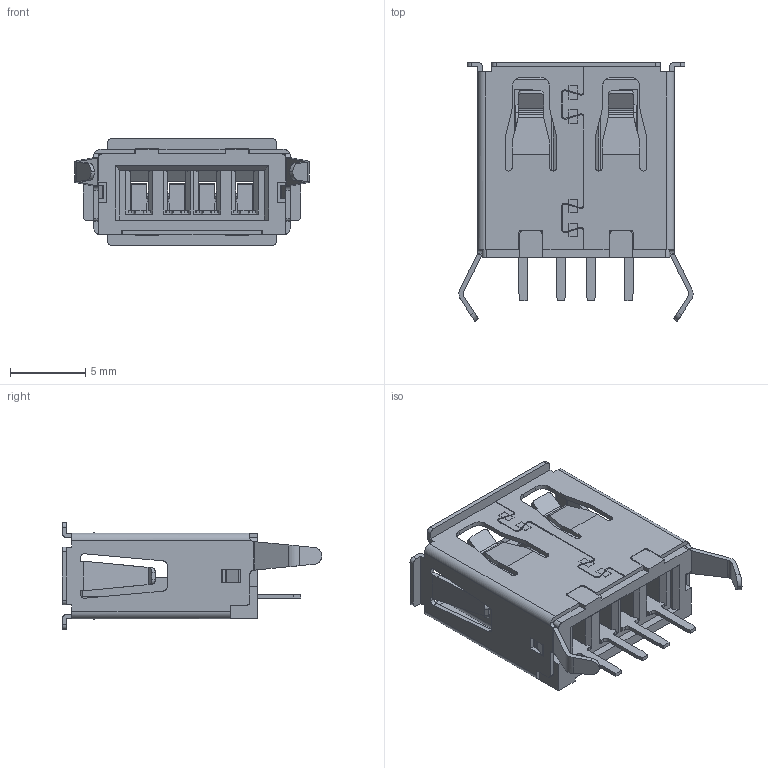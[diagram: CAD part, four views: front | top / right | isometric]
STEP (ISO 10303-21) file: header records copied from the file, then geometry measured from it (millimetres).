
FILE_DESCRIPTION (( 'STEP AP214' ), '1' );
FILE_NAME ('690E104-143-421.STEP', '2021-01-14T12:27:48', ( '' ), ( '' ), 'SwSTEP 2.0', 'SolidWorks 2020', '' );
FILE_SCHEMA (( 'AUTOMOTIVE_DESIGN' ));
Length unit declared in the file: millimetre
Products named in the file (4): Insulator 690E104-X43-4XX_Black; Contacts 690E104-X43-4XX; Shell 690E104-X43-4XX; 690E104-143-421
Assembly tree (3 placements, depth 2):
  690E104-143-421
    Insulator 690E104-X43-4XX_Black
    Contacts 690E104-X43-4XX
    Shell 690E104-X43-4XX
Bounding box: 15.6 x 17.3 x 7.12 mm (x, y, z)
Volume: 461.9 mm3; surface area: 1763.7 mm2
Topology: 6 solids, 6 shells, 690 faces, 2063 edges, 1373 vertices
Faces by surface type: plane 491, cylinder 194, cone 4, bspline 1
Entity records: 24843 total; most frequent: CARTESIAN_POINT 6729, ORIENTED_EDGE 4122, DIRECTION 3167, EDGE_CURVE 2061, LINE 1531, VECTOR 1531, VERTEX_POINT 1373, AXIS2_PLACEMENT_3D 818
